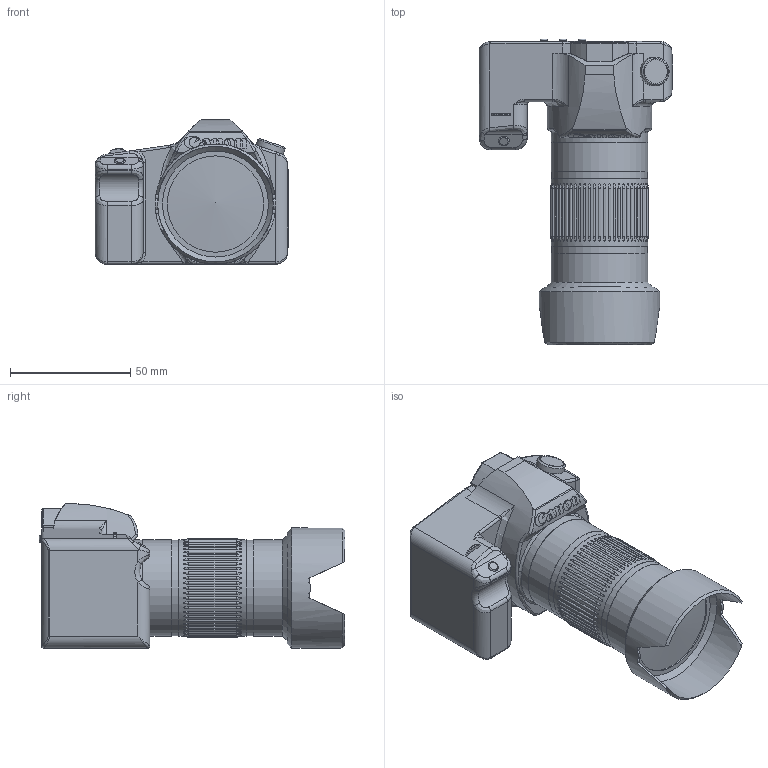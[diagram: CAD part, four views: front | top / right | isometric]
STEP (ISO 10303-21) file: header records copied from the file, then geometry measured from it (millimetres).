
FILE_DESCRIPTION(/* description */ ('STEP AP242','CAx-IF Rec.Pracs.---Representation and Presentation of Product Manufacturing Information (PMI)---4.0---2014-10-13','CAx-IF Rec.Pracs.---3D Tessellated Geometry---0.4---2014-09-14','2;1'),/* implementation_level */ '2;1');
FILE_NAME(/* name */ '66ab66732e356e0bba85ccce',/* time_stamp */ '2024-08-01T10:41:55Z',/* author */ (''),/* organization */ (''),/* preprocessor_version */ 'ST-DEVELOPER v20',/* originating_system */ ' ',/* authorisation */ ' ');
FILE_SCHEMA (('AP242_MANAGED_MODEL_BASED_3D_ENGINEERING_MIM_LF { 1 0 10303 442 1 1 4 }'));
Length unit declared in the file: metre
Products named in the file (2): Part 2; Part 1
Bounding box: 80.5 x 127 x 60 mm (x, y, z)
Volume: 235374.1 mm3; surface area: 36719.6 mm2
Topology: 2 solids, 2 shells, 613 faces, 1580 edges, 1057 vertices
Faces by surface type: cylinder 290, plane 220, bspline 70, torus 27, cone 6
Full cylindrical faces by diameter (mm): 2 x12, 3 x3, 10 x1, 12 x1, 30 x1, 34 x1, 39.8 x2, 40 x5, 48 x1, 50 x1
Entity records: 26454 total; most frequent: CARTESIAN_POINT 9800, ORIENTED_EDGE 3050, DIRECTION 2540, EDGE_CURVE 1525, VERTEX_POINT 1052, AXIS2_PLACEMENT_3D 921, FACE_BOUND 749, EDGE_LOOP 748
